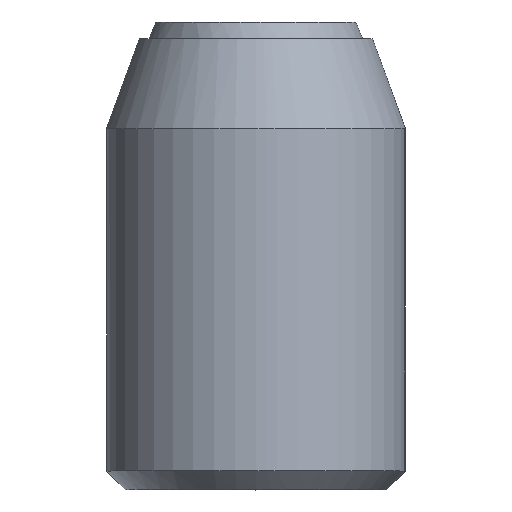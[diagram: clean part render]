
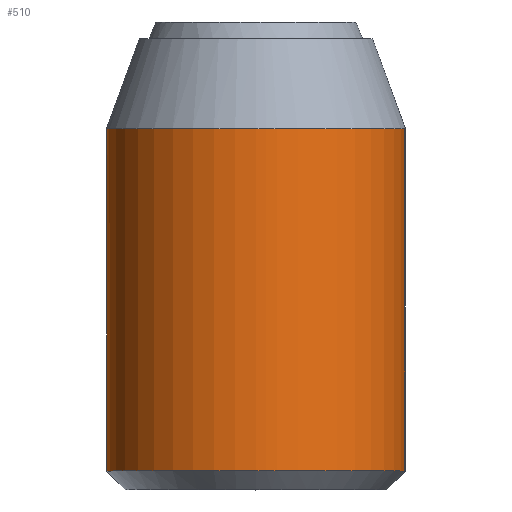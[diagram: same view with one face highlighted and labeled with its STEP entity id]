
A CAD part, top view. The second image highlights one B-rep face of the part: STEP entity #510.
In plain terms, the highlighted free-form (B-spline) face has degree [2, 1] with [5, 2] control points.
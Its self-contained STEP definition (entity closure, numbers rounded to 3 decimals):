
#305=CARTESIAN_POINT('',(-7.985,-4.808,0.488));
#306=VERTEX_POINT('',#305);
#312=CARTESIAN_POINT('',(0.0,-4.808,8.));
#313=VERTEX_POINT('',#312);
#314=CARTESIAN_POINT('',(0.0,-4.808,8.));
#315=CARTESIAN_POINT('',(-7.526,-4.808,8.));
#316=CARTESIAN_POINT('',(-7.985,-4.808,0.488));
#324=(BOUNDED_CURVE()B_SPLINE_CURVE(2,(#314,#315,#316),.UNSPECIFIED.,.F.,.U.)B_SPLINE_CURVE_WITH_KNOTS((3,3),(0.5,0.739),.UNSPECIFIED.)CURVE()GEOMETRIC_REPRESENTATION_ITEM()RATIONAL_B_SPLINE_CURVE((1.0,0.72,0.976))REPRESENTATION_ITEM(''));
#325=EDGE_CURVE('',#313,#306,#324,.T.);
#327=CARTESIAN_POINT('',(7.948,-4.808,0.913));
#328=VERTEX_POINT('',#327);
#329=CARTESIAN_POINT('',(7.948,-4.808,0.913));
#330=CARTESIAN_POINT('',(7.134,-4.808,8.));
#331=CARTESIAN_POINT('',(0.0,-4.808,8.));
#339=(BOUNDED_CURVE()B_SPLINE_CURVE(2,(#329,#330,#331),.UNSPECIFIED.,.F.,.U.)B_SPLINE_CURVE_WITH_KNOTS((3,3),(0.27,0.5),.UNSPECIFIED.)CURVE()GEOMETRIC_REPRESENTATION_ITEM()RATIONAL_B_SPLINE_CURVE((0.957,0.73,1.0))REPRESENTATION_ITEM(''));
#340=EDGE_CURVE('',#328,#313,#339,.T.);
#431=CARTESIAN_POINT('',(7.948,-4.351,0.913));
#432=CARTESIAN_POINT('',(7.183,-4.351,7.576));
#433=CARTESIAN_POINT('',(0.488,-4.351,7.985));
#434=CARTESIAN_POINT('',(-7.497,-4.351,8.473));
#435=CARTESIAN_POINT('',(-7.985,-4.351,0.488));
#436=CARTESIAN_POINT('',(7.948,-23.569,0.913));
#437=CARTESIAN_POINT('',(7.183,-23.569,7.576));
#438=CARTESIAN_POINT('',(0.488,-23.569,7.985));
#439=CARTESIAN_POINT('',(-7.497,-23.569,8.473));
#440=CARTESIAN_POINT('',(-7.985,-23.569,0.488));
#448=(BOUNDED_SURFACE()B_SPLINE_SURFACE(2,1,((#431,#436),(#432,#437),(#433,#438),(#434,#439),(#435,#440)),.UNSPECIFIED.,.F.,.F.,.U.)B_SPLINE_SURFACE_WITH_KNOTS((3,2,3),(2,2),(0.0,11.664,24.919),(0.0,19.218),.UNSPECIFIED.)GEOMETRIC_REPRESENTATION_ITEM()RATIONAL_B_SPLINE_SURFACE(((0.938,0.938),(0.742,0.742),(1.0,1.0),(0.707,0.707),(1.0,1.0)))REPRESENTATION_ITEM('')SURFACE());
#449=CARTESIAN_POINT('',(7.948,-23.1,0.913));
#450=VERTEX_POINT('',#449);
#451=CARTESIAN_POINT('',(0.0,-23.1,8.));
#452=VERTEX_POINT('',#451);
#453=CARTESIAN_POINT('',(7.948,-23.1,0.913));
#454=CARTESIAN_POINT('',(7.134,-23.1,8.));
#455=CARTESIAN_POINT('',(0.0,-23.1,8.));
#463=(BOUNDED_CURVE()B_SPLINE_CURVE(2,(#453,#454,#455),.UNSPECIFIED.,.F.,.U.)B_SPLINE_CURVE_WITH_KNOTS((3,3),(0.27,0.5),.UNSPECIFIED.)CURVE()GEOMETRIC_REPRESENTATION_ITEM()RATIONAL_B_SPLINE_CURVE((0.957,0.73,1.0))REPRESENTATION_ITEM(''));
#464=EDGE_CURVE('',#450,#452,#463,.T.);
#465=ORIENTED_EDGE('',*,*,#464,.F.);
#466=CARTESIAN_POINT('',(7.948,-4.808,0.913));
#467=CARTESIAN_POINT('',(7.948,-23.1,0.913));
#468=QUASI_UNIFORM_CURVE('',1,(#466,#467),.UNSPECIFIED.,.F.,.U.);
#469=EDGE_CURVE('',#328,#450,#468,.T.);
#470=ORIENTED_EDGE('',*,*,#469,.F.);
#471=ORIENTED_EDGE('',*,*,#340,.T.);
#472=ORIENTED_EDGE('',*,*,#325,.T.);
#473=CARTESIAN_POINT('',(-7.985,-23.1,0.488));
#474=VERTEX_POINT('',#473);
#475=CARTESIAN_POINT('',(-7.985,-4.808,0.488));
#476=CARTESIAN_POINT('',(-7.985,-23.1,0.488));
#477=QUASI_UNIFORM_CURVE('',1,(#475,#476),.UNSPECIFIED.,.F.,.U.);
#478=EDGE_CURVE('',#306,#474,#477,.T.);
#479=ORIENTED_EDGE('',*,*,#478,.T.);
#480=CARTESIAN_POINT('',(-7.975,-23.1,0.628));
#481=VERTEX_POINT('',#480);
#482=CARTESIAN_POINT('',(-7.975,-23.1,0.628));
#483=CARTESIAN_POINT('',(-7.981,-23.1,0.558));
#484=CARTESIAN_POINT('',(-7.985,-23.1,0.488));
#492=(BOUNDED_CURVE()B_SPLINE_CURVE(2,(#482,#483,#484),.UNSPECIFIED.,.F.,.U.)B_SPLINE_CURVE_WITH_KNOTS((3,3),(0.736,0.739),.UNSPECIFIED.)CURVE()GEOMETRIC_REPRESENTATION_ITEM()RATIONAL_B_SPLINE_CURVE((0.97,0.973,0.976))REPRESENTATION_ITEM(''));
#493=EDGE_CURVE('',#481,#474,#492,.T.);
#494=ORIENTED_EDGE('',*,*,#493,.F.);
#495=CARTESIAN_POINT('',(0.0,-23.1,8.));
#496=CARTESIAN_POINT('',(-7.395,-23.1,8.));
#497=CARTESIAN_POINT('',(-7.975,-23.1,0.628));
#505=(BOUNDED_CURVE()B_SPLINE_CURVE(2,(#495,#496,#497),.UNSPECIFIED.,.F.,.U.)B_SPLINE_CURVE_WITH_KNOTS((3,3),(0.5,0.736),.UNSPECIFIED.)CURVE()GEOMETRIC_REPRESENTATION_ITEM()RATIONAL_B_SPLINE_CURVE((1.0,0.723,0.97))REPRESENTATION_ITEM(''));
#506=EDGE_CURVE('',#452,#481,#505,.T.);
#507=ORIENTED_EDGE('',*,*,#506,.F.);
#508=EDGE_LOOP('',(#465,#470,#471,#472,#479,#494,#507));
#509=FACE_OUTER_BOUND('',#508,.T.);
#510=ADVANCED_FACE('',(#509),#448,.T.);
